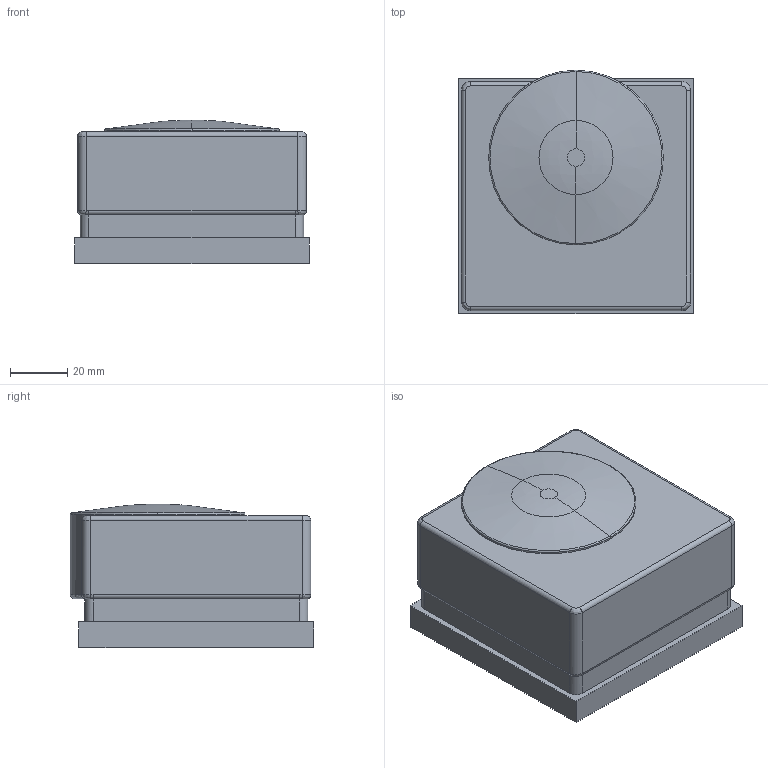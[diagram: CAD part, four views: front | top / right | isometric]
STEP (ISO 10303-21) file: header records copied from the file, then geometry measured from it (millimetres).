
FILE_DESCRIPTION((''),'2;1');
FILE_NAME('087N1100','2022-11-14T14:39:54',('U413776'),(''),'CREO PARAMETRIC BY PTC INC, 2020342','CREO PARAMETRIC BY PTC INC, 2020342','');
FILE_SCHEMA(('AUTOMOTIVE_DESIGN { 1 0 10303 214 1 1 1 1 }'));
Length unit declared in the file: millimetre
Products named in the file (1): 087N1100
Bounding box: 82 x 85 x 50 mm (x, y, z)
Volume: 303399.3 mm3; surface area: 28639 mm2
Topology: 1 solids, 1 shells, 61 faces, 169 edges, 111 vertices
Faces by surface type: cylinder 20, plane 18, bspline 18, torus 3, cone 2
Entity records: 3273 total; most frequent: CARTESIAN_POINT 1035, DIRECTION 340, ORIENTED_EDGE 288, EDGE_CURVE 144, AXIS2_PLACEMENT_3D 130, VERTEX_POINT 86, PRESENTATION_STYLE_ASSIGNMENT 82, STYLED_ITEM 82
